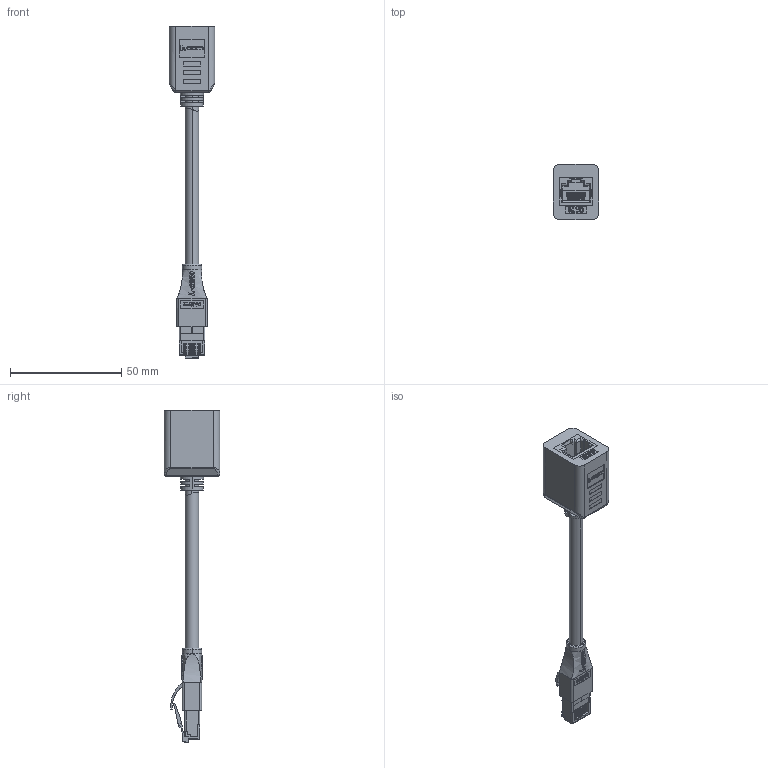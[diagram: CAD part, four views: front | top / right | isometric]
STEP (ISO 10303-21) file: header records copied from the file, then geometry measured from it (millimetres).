
FILE_DESCRIPTION (( 'STEP AP214' ), '1' );
FILE_NAME ('TRDC6EXTS.STEP', '2011-02-01T18:47:05', ( 'x' ), ( 'Microsoft' ), 'SwSTEP 2.0', 'SolidWorks 2010', '' );
FILE_SCHEMA (( 'AUTOMOTIVE_DESIGN' ));
Length unit declared in the file: inch
Products named in the file (20): PIN2_??; PIN1_??; PCB LAYOUT_??; modular jack pin  body_??; 1AY01-034_with 6.5mm entry; TDS8PC5-MA3; COVER_??; 1AD03-013-MA4_crimped strain relief; OVERMOLD NO FLANGE_CAT6 NEW LOGO; PREMOLDING_??; 1AD03-013-MA2; 1AD03-013-MA3; 1AD03-013-MA1; 1AD03-013_crimped; CAT6 CABLE_NO LABEL; 1AD04-(RJ45 jack) END_NO FLANGE CAT6; TRDC6EXTS; MODULAR JACK PIN LOADING_??; RJ45 jack housing_??; 1AD04-(RJ45 jack)_??
Assembly tree (33 placements, depth 5):
  TRDC6EXTS
    CAT6 CABLE_NO LABEL
    1AD04-(RJ45 jack) END_NO FLANGE CAT6
      1AD04-(RJ45 jack)_??
        MODULAR JACK PIN LOADING_??
          PIN1_??  x4
          PIN2_??  x4
          modular jack pin  body_??
        RJ45 jack housing_??
      COVER_??
      OVERMOLD NO FLANGE_CAT6 NEW LOGO
      RJ45 jack housing_??
      PREMOLDING_??
      PCB LAYOUT_??
    1AY01-034_with 6.5mm entry
    1AD03-013_crimped
      TDS8PC5-MA3  x8
      1AD03-013-MA1
      1AD03-013-MA3
      1AD03-013-MA2
      1AD03-013-MA4_crimped strain relief
Bounding box: 20.4 x 25 x 149.32 mm (x, y, z)
Volume: 25831 mm3; surface area: 24811.9 mm2
Topology: 37 solids, 37 shells, 2759 faces, 7633 edges, 4973 vertices
Faces by surface type: plane 2023, cylinder 403, bspline 235, torus 56, sphere 32, cone 10
Entity records: 97413 total; most frequent: CARTESIAN_POINT 36958, ORIENTED_EDGE 13308, DIRECTION 9670, EDGE_CURVE 6654, VERTEX_POINT 4358, LINE 3966, VECTOR 3966, AXIS2_PLACEMENT_3D 2852
